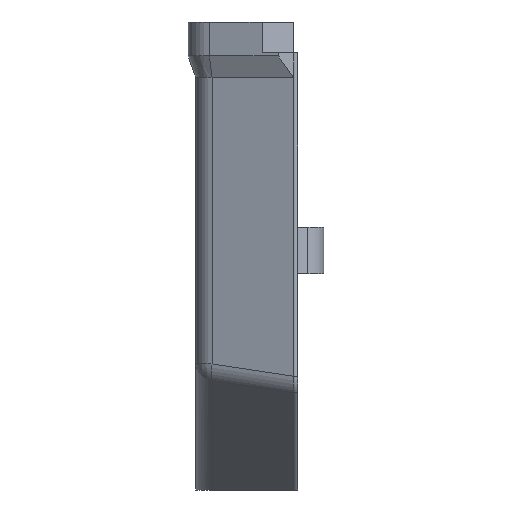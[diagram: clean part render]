
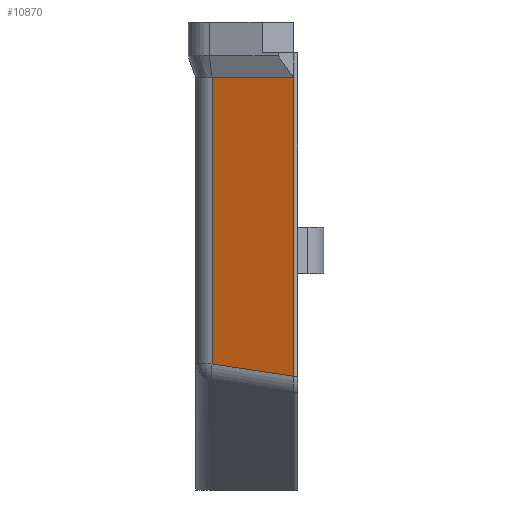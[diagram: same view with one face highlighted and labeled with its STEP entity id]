
A CAD part, left-side view. The second image highlights one B-rep face of the part: STEP entity #10870.
In plain terms, the highlighted planar face has unit normal (-0.94, 0.342, 0).
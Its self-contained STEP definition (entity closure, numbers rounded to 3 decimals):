
#2368 = CYLINDRICAL_SURFACE('',#2369,1.);
#2369 = AXIS2_PLACEMENT_3D('',#2370,#2371,#2372);
#2370 = CARTESIAN_POINT('',(-90.072,1.5,0.));
#2371 = DIRECTION('',(0.,0.,-1.));
#2372 = DIRECTION('',(0.,-1.,0.));
#6876 = VERTEX_POINT('',#6877);
#6877 = CARTESIAN_POINT('',(-91.012,1.842,
    -104.684));
#6965 = CYLINDRICAL_SURFACE('',#6966,8.);
#6966 = AXIS2_PLACEMENT_3D('',#6967,#6968,#6969);
#6967 = CARTESIAN_POINT('',(-84.13,-2.643,
    -104.947));
#6968 = DIRECTION('',(0.339,0.93,0.14));
#6969 = DIRECTION('',(-0.94,0.342,0.)
  );
#7123 = VERTEX_POINT('',#7124);
#7124 = CARTESIAN_POINT('',(-91.012,1.842,
    -7.869));
#7145 = EDGE_CURVE('',#7123,#6876,#7146,.T.);
#7146 = SURFACE_CURVE('',#7147,(#7151,#7158),.PCURVE_S1.);
#7147 = LINE('',#7148,#7149);
#7148 = CARTESIAN_POINT('',(-91.012,1.842,
    0.));
#7149 = VECTOR('',#7150,1.);
#7150 = DIRECTION('',(0.,0.,-1.));
#7151 = PCURVE('',#2368,#7152);
#7152 = DEFINITIONAL_REPRESENTATION('',(#7153),#7157);
#7153 = LINE('',#7154,#7155);
#7154 = CARTESIAN_POINT('',(1.92,0.));
#7155 = VECTOR('',#7156,1.);
#7156 = DIRECTION('',(0.,1.));
#7157 = ( GEOMETRIC_REPRESENTATION_CONTEXT(2) 
PARAMETRIC_REPRESENTATION_CONTEXT() REPRESENTATION_CONTEXT('2D SPACE',''
  ) );
#7158 = PCURVE('',#7159,#7164);
#7159 = PLANE('',#7160);
#7160 = AXIS2_PLACEMENT_3D('',#7161,#7162,#7163);
#7161 = CARTESIAN_POINT('',(-91.5,0.5,0.));
#7162 = DIRECTION('',(-0.94,0.342,0.)
  );
#7163 = DIRECTION('',(0.,0.,-1.));
#7164 = DEFINITIONAL_REPRESENTATION('',(#7165),#7169);
#7165 = LINE('',#7166,#7167);
#7166 = CARTESIAN_POINT('',(0.,-1.428));
#7167 = VECTOR('',#7168,1.);
#7168 = DIRECTION('',(1.,0.));
#7169 = ( GEOMETRIC_REPRESENTATION_CONTEXT(2) 
PARAMETRIC_REPRESENTATION_CONTEXT() REPRESENTATION_CONTEXT('2D SPACE',''
  ) );
#8171 = CYLINDRICAL_SURFACE('',#8172,8.);
#8172 = AXIS2_PLACEMENT_3D('',#8173,#8174,#8175);
#8173 = CARTESIAN_POINT('',(-73.887,25.5,0.));
#8174 = DIRECTION('',(0.,0.,-1.));
#8175 = DIRECTION('',(-0.94,0.342,0.)
  );
#9702 = PLANE('',#9703);
#9703 = AXIS2_PLACEMENT_3D('',#9704,#9705,#9706);
#9704 = CARTESIAN_POINT('',(-86.148,15.204,
    -7.869));
#9705 = DIRECTION('',(0.883,-0.321,0.342));
#9706 = DIRECTION('',(-0.321,0.117,0.94));
#10818 = EDGE_CURVE('',#6876,#10819,#10821,.T.);
#10819 = VERTEX_POINT('',#10820);
#10820 = CARTESIAN_POINT('',(-81.405,28.236,
    -100.705));
#10821 = SURFACE_CURVE('',#10822,(#10826,#10833),.PCURVE_S1.);
#10822 = LINE('',#10823,#10824);
#10823 = CARTESIAN_POINT('',(-91.648,0.094,
    -104.947));
#10824 = VECTOR('',#10825,1.);
#10825 = DIRECTION('',(0.339,0.93,0.14));
#10826 = PCURVE('',#6965,#10827);
#10827 = DEFINITIONAL_REPRESENTATION('',(#10828),#10832);
#10828 = LINE('',#10829,#10830);
#10829 = CARTESIAN_POINT('',(-0.,0.));
#10830 = VECTOR('',#10831,1.);
#10831 = DIRECTION('',(-0.,1.));
#10832 = ( GEOMETRIC_REPRESENTATION_CONTEXT(2) 
PARAMETRIC_REPRESENTATION_CONTEXT() REPRESENTATION_CONTEXT('2D SPACE',''
  ) );
#10833 = PCURVE('',#7159,#10834);
#10834 = DEFINITIONAL_REPRESENTATION('',(#10835),#10839);
#10835 = LINE('',#10836,#10837);
#10836 = CARTESIAN_POINT('',(104.947,0.432));
#10837 = VECTOR('',#10838,1.);
#10838 = DIRECTION('',(-0.14,-0.99));
#10839 = ( GEOMETRIC_REPRESENTATION_CONTEXT(2) 
PARAMETRIC_REPRESENTATION_CONTEXT() REPRESENTATION_CONTEXT('2D SPACE',''
  ) );
#10870 = ADVANCED_FACE('',(#10871),#7159,.T.);
#10871 = FACE_BOUND('',#10872,.T.);
#10872 = EDGE_LOOP('',(#10873,#10874,#10897,#10918));
#10873 = ORIENTED_EDGE('',*,*,#7145,.F.);
#10874 = ORIENTED_EDGE('',*,*,#10875,.F.);
#10875 = EDGE_CURVE('',#10876,#7123,#10878,.T.);
#10876 = VERTEX_POINT('',#10877);
#10877 = CARTESIAN_POINT('',(-81.405,28.236,
    -7.869));
#10878 = SURFACE_CURVE('',#10879,(#10883,#10890),.PCURVE_S1.);
#10879 = LINE('',#10880,#10881);
#10880 = CARTESIAN_POINT('',(-86.148,15.204,
    -7.869));
#10881 = VECTOR('',#10882,1.);
#10882 = DIRECTION('',(-0.342,-0.94,
    0.));
#10883 = PCURVE('',#7159,#10884);
#10884 = DEFINITIONAL_REPRESENTATION('',(#10885),#10889);
#10885 = LINE('',#10886,#10887);
#10886 = CARTESIAN_POINT('',(7.869,-15.647));
#10887 = VECTOR('',#10888,1.);
#10888 = DIRECTION('',(0.,1.));
#10889 = ( GEOMETRIC_REPRESENTATION_CONTEXT(2) 
PARAMETRIC_REPRESENTATION_CONTEXT() REPRESENTATION_CONTEXT('2D SPACE',''
  ) );
#10890 = PCURVE('',#9702,#10891);
#10891 = DEFINITIONAL_REPRESENTATION('',(#10892),#10896);
#10892 = LINE('',#10893,#10894);
#10893 = CARTESIAN_POINT('',(0.,0.));
#10894 = VECTOR('',#10895,1.);
#10895 = DIRECTION('',(0.,1.));
#10896 = ( GEOMETRIC_REPRESENTATION_CONTEXT(2) 
PARAMETRIC_REPRESENTATION_CONTEXT() REPRESENTATION_CONTEXT('2D SPACE',''
  ) );
#10897 = ORIENTED_EDGE('',*,*,#10898,.T.);
#10898 = EDGE_CURVE('',#10876,#10819,#10899,.T.);
#10899 = SURFACE_CURVE('',#10900,(#10904,#10911),.PCURVE_S1.);
#10900 = LINE('',#10901,#10902);
#10901 = CARTESIAN_POINT('',(-81.405,28.236,
    0.));
#10902 = VECTOR('',#10903,1.);
#10903 = DIRECTION('',(0.,0.,-1.));
#10904 = PCURVE('',#7159,#10905);
#10905 = DEFINITIONAL_REPRESENTATION('',(#10906),#10910);
#10906 = LINE('',#10907,#10908);
#10907 = CARTESIAN_POINT('',(0.,-29.516));
#10908 = VECTOR('',#10909,1.);
#10909 = DIRECTION('',(1.,0.));
#10910 = ( GEOMETRIC_REPRESENTATION_CONTEXT(2) 
PARAMETRIC_REPRESENTATION_CONTEXT() REPRESENTATION_CONTEXT('2D SPACE',''
  ) );
#10911 = PCURVE('',#8171,#10912);
#10912 = DEFINITIONAL_REPRESENTATION('',(#10913),#10917);
#10913 = LINE('',#10914,#10915);
#10914 = CARTESIAN_POINT('',(0.,0.));
#10915 = VECTOR('',#10916,1.);
#10916 = DIRECTION('',(0.,1.));
#10917 = ( GEOMETRIC_REPRESENTATION_CONTEXT(2) 
PARAMETRIC_REPRESENTATION_CONTEXT() REPRESENTATION_CONTEXT('2D SPACE',''
  ) );
#10918 = ORIENTED_EDGE('',*,*,#10818,.F.);
